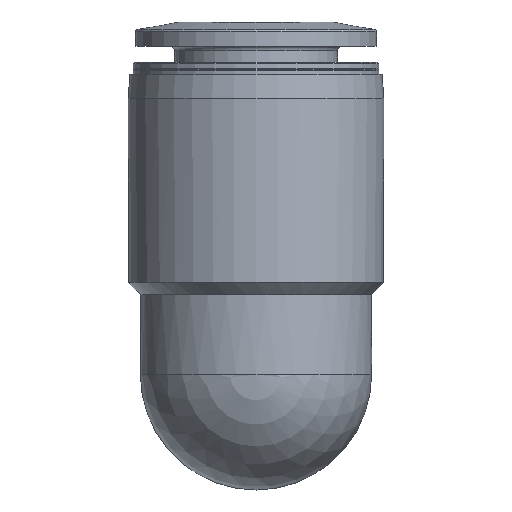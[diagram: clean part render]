
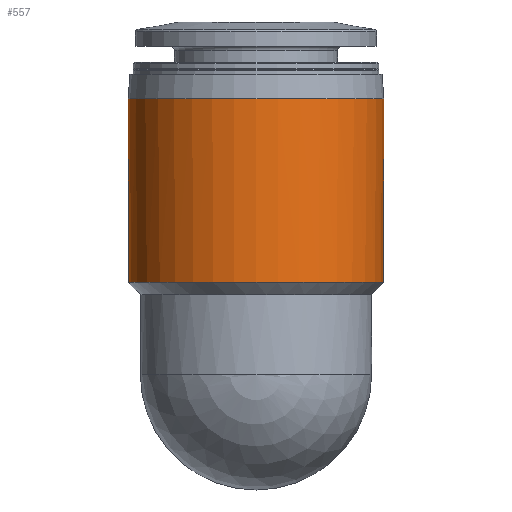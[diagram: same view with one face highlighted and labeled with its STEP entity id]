
A CAD part, left-side view. The second image highlights one B-rep face of the part: STEP entity #557.
In plain terms, the highlighted cylindrical face has radius 10.5 mm (diameter 21 mm), a full revolution.
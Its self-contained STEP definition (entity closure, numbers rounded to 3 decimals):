
#35=B_SPLINE_CURVE_WITH_KNOTS('',3,(#816,#817,#818,#819,#820),
 .UNSPECIFIED.,.F.,.F.,(4,1,4),(0.026,0.029,0.033),
 .UNSPECIFIED.);
#36=B_SPLINE_CURVE_WITH_KNOTS('',3,(#822,#823,#824,#825,#826),
 .UNSPECIFIED.,.F.,.F.,(4,1,4),(0.033,0.036,0.039),
 .UNSPECIFIED.);
#59=ORIENTED_EDGE('',*,*,#132,.F.);
#60=ORIENTED_EDGE('',*,*,#133,.F.);
#61=ORIENTED_EDGE('',*,*,#130,.T.);
#62=ORIENTED_EDGE('',*,*,#134,.F.);
#130=EDGE_CURVE('',#167,#166,#195,.T.);
#132=EDGE_CURVE('',#168,#168,#196,.T.);
#133=EDGE_CURVE('',#167,#169,#35,.T.);
#134=EDGE_CURVE('',#169,#166,#36,.T.);
#166=VERTEX_POINT('',#806);
#167=VERTEX_POINT('',#808);
#168=VERTEX_POINT('',#815);
#169=VERTEX_POINT('',#821);
#195=CIRCLE('',#601,10.5);
#196=CIRCLE('',#603,10.5);
#225=EDGE_LOOP('',(#59));
#226=EDGE_LOOP('',(#60,#61,#62));
#280=FACE_BOUND('',#225,.T.);
#281=FACE_BOUND('',#226,.T.);
#331=CYLINDRICAL_SURFACE('',#602,10.5);
#557=ADVANCED_FACE('',(#280,#281),#331,.T.);
#601=AXIS2_PLACEMENT_3D('',#807,#679,#680);
#602=AXIS2_PLACEMENT_3D('',#813,#681,#682);
#603=AXIS2_PLACEMENT_3D('',#814,#683,#684);
#679=DIRECTION('',(0.,0.,1.));
#680=DIRECTION('',(1.,0.,0.));
#681=DIRECTION('',(0.,0.,1.));
#682=DIRECTION('',(1.,0.,0.));
#683=DIRECTION('',(0.,0.,1.));
#684=DIRECTION('',(1.,0.,0.));
#806=CARTESIAN_POINT('',(8.775,-5.766,7.55));
#807=CARTESIAN_POINT('',(0.,0.,7.55));
#808=CARTESIAN_POINT('',(8.775,5.766,7.55));
#813=CARTESIAN_POINT('',(0.,0.,28.95));
#814=CARTESIAN_POINT('',(0.,0.,22.647));
#815=CARTESIAN_POINT('',(10.5,0.,22.647));
#816=CARTESIAN_POINT('',(8.775,5.766,7.55));
#817=CARTESIAN_POINT('',(9.274,5.007,8.13));
#818=CARTESIAN_POINT('',(10.152,3.233,9.117));
#819=CARTESIAN_POINT('',(10.5,1.086,9.5));
#820=CARTESIAN_POINT('',(10.5,0.,9.5));
#821=CARTESIAN_POINT('',(10.5,0.,9.5));
#822=CARTESIAN_POINT('',(10.5,0.,9.5));
#823=CARTESIAN_POINT('',(10.5,-1.082,9.5));
#824=CARTESIAN_POINT('',(10.151,-3.24,9.116));
#825=CARTESIAN_POINT('',(9.273,-5.008,8.129));
#826=CARTESIAN_POINT('',(8.775,-5.766,7.55));
